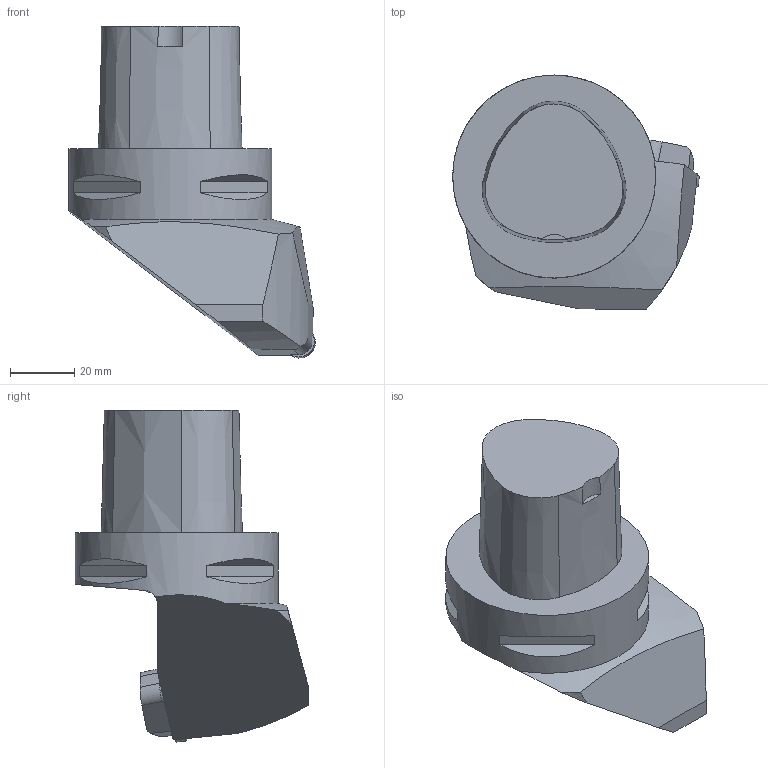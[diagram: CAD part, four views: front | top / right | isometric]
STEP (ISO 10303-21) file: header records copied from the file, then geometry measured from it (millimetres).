
FILE_DESCRIPTION(/* description */ (''),/* implementation_level */ '2;1');
FILE_NAME(/* name */ '1517920222607.stp',/* time_stamp */ '2018-02-06T13:30:26+01:00',/* author */ (''),/* organization */ ('SMS'),/* preprocessor_version */ 'ST-DEVELOPER v15',/* originating_system */ 'SIEMENS PLM Software NX 8.5',/* authorisation */ '');
FILE_SCHEMA (('AUTOMOTIVE_DESIGN { 1 0 10303 214 3 1 1 1 }'));
Length unit declared in the file: millimetre
Products named in the file (4): ASSEMBLY_CONSTRUCTION; 201376110mod000_00; 201439927mod000_00; 201439926mod000_00
Assembly tree (3 placements, depth 2):
  201439926mod000_00
    201439927mod000_00
    201376110mod000_00
    ASSEMBLY_CONSTRUCTION
Bounding box: 76.48 x 72.5 x 102.99 mm (x, y, z)
Volume: 185376.1 mm3; surface area: 23221.5 mm2
Topology: 2 solids, 2 shells, 75 faces, 194 edges, 136 vertices
Faces by surface type: plane 47, cylinder 17, cone 7, extrusion 4
Full cylindrical faces by diameter (mm): 63 x1
Entity records: 2687 total; most frequent: CARTESIAN_POINT 656, DIRECTION 403, ORIENTED_EDGE 382, EDGE_CURVE 191, AXIS2_PLACEMENT_3D 143, VERTEX_POINT 126, VECTOR 117, LINE 113
